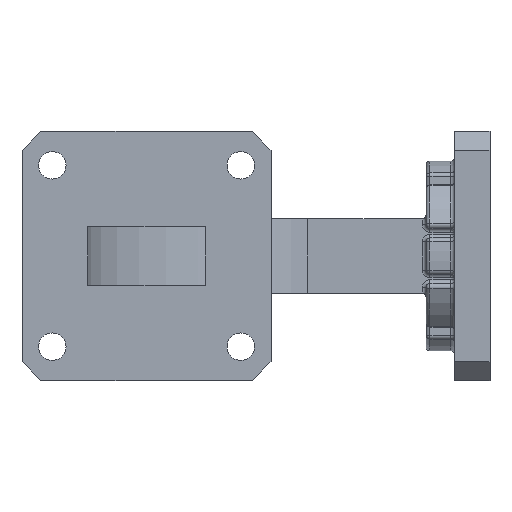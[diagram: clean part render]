
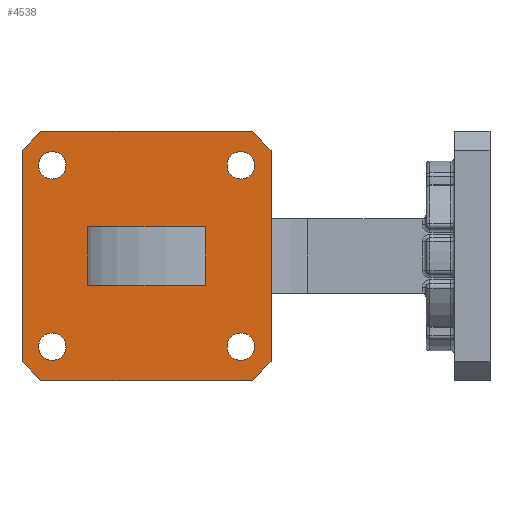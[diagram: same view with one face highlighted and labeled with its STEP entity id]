
A CAD part, left-side view. The second image highlights one B-rep face of the part: STEP entity #4538.
In plain terms, the highlighted planar face has unit normal (-1, 0, 0).
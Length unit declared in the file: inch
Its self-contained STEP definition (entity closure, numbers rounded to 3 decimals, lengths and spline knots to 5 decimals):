
#169 = ORIENTED_EDGE ( 'NONE', *, *, #3174, .T. ) ;
#218 = CARTESIAN_POINT ( 'NONE',  ( 0., 0.6565, -0.5565 ) ) ;
#258 = CARTESIAN_POINT ( 'NONE',  ( 0., 0.311, 0.1555 ) ) ;
#265 = DIRECTION ( 'NONE',  ( 0., 1., 0. ) ) ;
#399 = DIRECTION ( 'NONE',  ( 0., 1., 0. ) ) ;
#457 = CARTESIAN_POINT ( 'NONE',  ( 0., -0.6565, 0.6565 ) ) ;
#553 = LINE ( 'NONE', #10460, #3881 ) ;
#566 = VERTEX_POINT ( 'NONE', #3199 ) ;
#690 = VECTOR ( 'NONE', #2859, 39.37008 ) ;
#774 = ORIENTED_EDGE ( 'NONE', *, *, #9147, .F. ) ;
#780 = LINE ( 'NONE', #8079, #7875 ) ;
#782 = VECTOR ( 'NONE', #11438, 39.37008 ) ;
#786 = VECTOR ( 'NONE', #1343, 39.37008 ) ;
#1000 = VERTEX_POINT ( 'NONE', #9350 ) ;
#1132 = FACE_BOUND ( 'NONE', #9928, .T. ) ;
#1166 = ORIENTED_EDGE ( 'NONE', *, *, #1255, .F. ) ;
#1204 = EDGE_LOOP ( 'NONE', ( #1166 ) ) ;
#1255 = EDGE_CURVE ( 'NONE', #6873, #6873, #9379, .T. ) ;
#1301 = EDGE_CURVE ( 'NONE', #5789, #5668, #5745, .T. ) ;
#1342 = CARTESIAN_POINT ( 'NONE',  ( 0., 0.6565, -0.5565 ) ) ;
#1343 = DIRECTION ( 'NONE',  ( 0., 0., 1. ) ) ;
#1368 = LINE ( 'NONE', #11589, #786 ) ;
#1482 = VERTEX_POINT ( 'NONE', #7653 ) ;
#1489 = AXIS2_PLACEMENT_3D ( 'NONE', #4003, #6752, #399 ) ;
#1690 = CARTESIAN_POINT ( 'NONE',  ( 0., -0.311, -0.1555 ) ) ;
#1787 = DIRECTION ( 'NONE',  ( 0., -1., 0. ) ) ;
#1852 = EDGE_CURVE ( 'NONE', #11522, #11522, #10819, .T. ) ;
#1903 = CARTESIAN_POINT ( 'NONE',  ( 0., 0., 0. ) ) ;
#1999 = FACE_BOUND ( 'NONE', #6953, .T. ) ;
#2081 = EDGE_CURVE ( 'NONE', #1482, #2364, #9068, .T. ) ;
#2095 = CIRCLE ( 'NONE', #11180, 0.0725 ) ;
#2176 = LINE ( 'NONE', #11834, #4783 ) ;
#2233 = CARTESIAN_POINT ( 'NONE',  ( 0., -0.4245, 0.478 ) ) ;
#2235 = VECTOR ( 'NONE', #4462, 39.37008 ) ;
#2239 = CARTESIAN_POINT ( 'NONE',  ( 0., 0.311, -0.1555 ) ) ;
#2265 = AXIS2_PLACEMENT_3D ( 'NONE', #11365, #3053, #6016 ) ;
#2289 = CARTESIAN_POINT ( 'NONE',  ( 0., 0.497, -0.478 ) ) ;
#2290 = FACE_BOUND ( 'NONE', #1204, .T. ) ;
#2336 = VECTOR ( 'NONE', #10111, 39.37008 ) ;
#2364 = VERTEX_POINT ( 'NONE', #218 ) ;
#2366 = LINE ( 'NONE', #457, #782 ) ;
#2437 = DIRECTION ( 'NONE',  ( -1., 0., 0. ) ) ;
#2439 = EDGE_CURVE ( 'NONE', #9796, #7035, #4124, .T. ) ;
#2620 = EDGE_CURVE ( 'NONE', #1000, #1482, #10217, .T. ) ;
#2651 = ORIENTED_EDGE ( 'NONE', *, *, #6544, .F. ) ;
#2688 = EDGE_CURVE ( 'NONE', #8423, #5789, #780, .T. ) ;
#2703 = CARTESIAN_POINT ( 'NONE',  ( 0., -0.5565, 0.6565 ) ) ;
#2805 = ORIENTED_EDGE ( 'NONE', *, *, #5127, .T. ) ;
#2859 = DIRECTION ( 'NONE',  ( 0., 0.707, 0.707 ) ) ;
#2870 = PLANE ( 'NONE',  #5179 ) ;
#3053 = DIRECTION ( 'NONE',  ( -1., 0., 0. ) ) ;
#3174 = EDGE_CURVE ( 'NONE', #2364, #5373, #10053, .T. ) ;
#3199 = CARTESIAN_POINT ( 'NONE',  ( 0., -0.311, 0.1555 ) ) ;
#3526 = DIRECTION ( 'NONE',  ( 0., 1., 0. ) ) ;
#3584 = VERTEX_POINT ( 'NONE', #5859 ) ;
#3807 = EDGE_LOOP ( 'NONE', ( #6932 ) ) ;
#3881 = VECTOR ( 'NONE', #7560, 39.37008 ) ;
#4003 = CARTESIAN_POINT ( 'NONE',  ( 0., -0.497, -0.478 ) ) ;
#4079 = CARTESIAN_POINT ( 'NONE',  ( 0., 0.5565, -0.6565 ) ) ;
#4123 = ORIENTED_EDGE ( 'NONE', *, *, #2688, .T. ) ;
#4124 = LINE ( 'NONE', #258, #10356 ) ;
#4248 = DIRECTION ( 'NONE',  ( 0., 1., 0. ) ) ;
#4462 = DIRECTION ( 'NONE',  ( 0., 0.707, -0.707 ) ) ;
#4525 = VERTEX_POINT ( 'NONE', #2703 ) ;
#4538 = ADVANCED_FACE ( 'NONE', ( #5622, #10278, #1132, #2290, #10562, #1999 ), #2870, .F. ) ;
#4643 = EDGE_CURVE ( 'NONE', #5373, #8423, #553, .T. ) ;
#4783 = VECTOR ( 'NONE', #3526, 39.37008 ) ;
#4873 = CARTESIAN_POINT ( 'NONE',  ( 0., 0.497, 0.478 ) ) ;
#5028 = CARTESIAN_POINT ( 'NONE',  ( 0., -0.6565, 0.6565 ) ) ;
#5041 = CARTESIAN_POINT ( 'NONE',  ( 0., 0.5695, 0.478 ) ) ;
#5127 = EDGE_CURVE ( 'NONE', #5668, #4525, #7344, .T. ) ;
#5179 = AXIS2_PLACEMENT_3D ( 'NONE', #1903, #6514, #1787 ) ;
#5209 = ORIENTED_EDGE ( 'NONE', *, *, #1301, .T. ) ;
#5373 = VERTEX_POINT ( 'NONE', #4079 ) ;
#5562 = ORIENTED_EDGE ( 'NONE', *, *, #2081, .T. ) ;
#5622 = FACE_BOUND ( 'NONE', #8544, .T. ) ;
#5668 = VERTEX_POINT ( 'NONE', #10072 ) ;
#5745 = LINE ( 'NONE', #5028, #10388 ) ;
#5789 = VERTEX_POINT ( 'NONE', #8686 ) ;
#5859 = CARTESIAN_POINT ( 'NONE',  ( 0., -0.311, -0.1555 ) ) ;
#6016 = DIRECTION ( 'NONE',  ( 0., 1., 0. ) ) ;
#6514 = DIRECTION ( 'NONE',  ( 1., 0., 0. ) ) ;
#6527 = CARTESIAN_POINT ( 'NONE',  ( 0., -0.5565, -0.6565 ) ) ;
#6544 = EDGE_CURVE ( 'NONE', #11510, #11510, #2095, .T. ) ;
#6566 = VERTEX_POINT ( 'NONE', #5041 ) ;
#6752 = DIRECTION ( 'NONE',  ( -1., 0., 0. ) ) ;
#6800 = ORIENTED_EDGE ( 'NONE', *, *, #1852, .F. ) ;
#6873 = VERTEX_POINT ( 'NONE', #10544 ) ;
#6910 = ORIENTED_EDGE ( 'NONE', *, *, #10119, .F. ) ;
#6932 = ORIENTED_EDGE ( 'NONE', *, *, #6971, .F. ) ;
#6953 = EDGE_LOOP ( 'NONE', ( #774, #10592, #6910, #7409 ) ) ;
#6971 = EDGE_CURVE ( 'NONE', #6566, #6566, #10068, .T. ) ;
#7012 = VECTOR ( 'NONE', #7199, 39.37008 ) ;
#7016 = EDGE_CURVE ( 'NONE', #4525, #1000, #2366, .T. ) ;
#7035 = VERTEX_POINT ( 'NONE', #2239 ) ;
#7199 = DIRECTION ( 'NONE',  ( 0., 0., -1. ) ) ;
#7344 = LINE ( 'NONE', #11104, #690 ) ;
#7409 = ORIENTED_EDGE ( 'NONE', *, *, #11949, .F. ) ;
#7560 = DIRECTION ( 'NONE',  ( 0., -1., 0. ) ) ;
#7561 = DIRECTION ( 'NONE',  ( 0., 0., -1. ) ) ;
#7652 = AXIS2_PLACEMENT_3D ( 'NONE', #4873, #9464, #265 ) ;
#7653 = CARTESIAN_POINT ( 'NONE',  ( 0., 0.6565, 0.5565 ) ) ;
#7875 = VECTOR ( 'NONE', #10818, 39.37008 ) ;
#8079 = CARTESIAN_POINT ( 'NONE',  ( 0., -0.5565, -0.6565 ) ) ;
#8423 = VERTEX_POINT ( 'NONE', #6527 ) ;
#8544 = EDGE_LOOP ( 'NONE', ( #6800 ) ) ;
#8686 = CARTESIAN_POINT ( 'NONE',  ( 0., -0.6565, -0.5565 ) ) ;
#9068 = LINE ( 'NONE', #10792, #7012 ) ;
#9129 = CARTESIAN_POINT ( 'NONE',  ( 0., 0.311, 0.1555 ) ) ;
#9147 = EDGE_CURVE ( 'NONE', #7035, #3584, #11622, .T. ) ;
#9177 = VECTOR ( 'NONE', #10543, 39.37008 ) ;
#9350 = CARTESIAN_POINT ( 'NONE',  ( 0., 0.5565, 0.6565 ) ) ;
#9378 = EDGE_LOOP ( 'NONE', ( #11612, #4123, #5209, #2805, #11324, #11375, #5562, #169 ) ) ;
#9379 = CIRCLE ( 'NONE', #1489, 0.0725 ) ;
#9464 = DIRECTION ( 'NONE',  ( -1., 0., 0. ) ) ;
#9796 = VERTEX_POINT ( 'NONE', #9129 ) ;
#9884 = DIRECTION ( 'NONE',  ( 0., 0., 1. ) ) ;
#9928 = EDGE_LOOP ( 'NONE', ( #2651 ) ) ;
#10009 = CARTESIAN_POINT ( 'NONE',  ( 0., 0.5565, 0.6565 ) ) ;
#10053 = LINE ( 'NONE', #1342, #9177 ) ;
#10068 = CIRCLE ( 'NONE', #7652, 0.0725 ) ;
#10072 = CARTESIAN_POINT ( 'NONE',  ( 0., -0.6565, 0.5565 ) ) ;
#10111 = DIRECTION ( 'NONE',  ( 0., -1., 0. ) ) ;
#10119 = EDGE_CURVE ( 'NONE', #566, #9796, #2176, .T. ) ;
#10217 = LINE ( 'NONE', #10009, #2235 ) ;
#10278 = FACE_BOUND ( 'NONE', #3807, .T. ) ;
#10356 = VECTOR ( 'NONE', #7561, 39.37008 ) ;
#10388 = VECTOR ( 'NONE', #9884, 39.37008 ) ;
#10460 = CARTESIAN_POINT ( 'NONE',  ( 0., -0.6565, -0.6565 ) ) ;
#10543 = DIRECTION ( 'NONE',  ( 0., -0.707, -0.707 ) ) ;
#10544 = CARTESIAN_POINT ( 'NONE',  ( 0., -0.4245, -0.478 ) ) ;
#10562 = FACE_OUTER_BOUND ( 'NONE', #9378, .T. ) ;
#10592 = ORIENTED_EDGE ( 'NONE', *, *, #2439, .F. ) ;
#10792 = CARTESIAN_POINT ( 'NONE',  ( 0., 0.6565, 0.6565 ) ) ;
#10818 = DIRECTION ( 'NONE',  ( 0., -0.707, 0.707 ) ) ;
#10819 = CIRCLE ( 'NONE', #2265, 0.0725 ) ;
#11104 = CARTESIAN_POINT ( 'NONE',  ( 0., -0.6565, 0.5565 ) ) ;
#11180 = AXIS2_PLACEMENT_3D ( 'NONE', #2289, #2437, #4248 ) ;
#11324 = ORIENTED_EDGE ( 'NONE', *, *, #7016, .T. ) ;
#11365 = CARTESIAN_POINT ( 'NONE',  ( 0., -0.497, 0.478 ) ) ;
#11375 = ORIENTED_EDGE ( 'NONE', *, *, #2620, .T. ) ;
#11438 = DIRECTION ( 'NONE',  ( 0., 1., 0. ) ) ;
#11510 = VERTEX_POINT ( 'NONE', #11516 ) ;
#11516 = CARTESIAN_POINT ( 'NONE',  ( 0., 0.5695, -0.478 ) ) ;
#11522 = VERTEX_POINT ( 'NONE', #2233 ) ;
#11589 = CARTESIAN_POINT ( 'NONE',  ( 0., -0.311, 0.1555 ) ) ;
#11612 = ORIENTED_EDGE ( 'NONE', *, *, #4643, .T. ) ;
#11622 = LINE ( 'NONE', #1690, #2336 ) ;
#11834 = CARTESIAN_POINT ( 'NONE',  ( 0., -0.311, 0.1555 ) ) ;
#11949 = EDGE_CURVE ( 'NONE', #3584, #566, #1368, .T. ) ;
